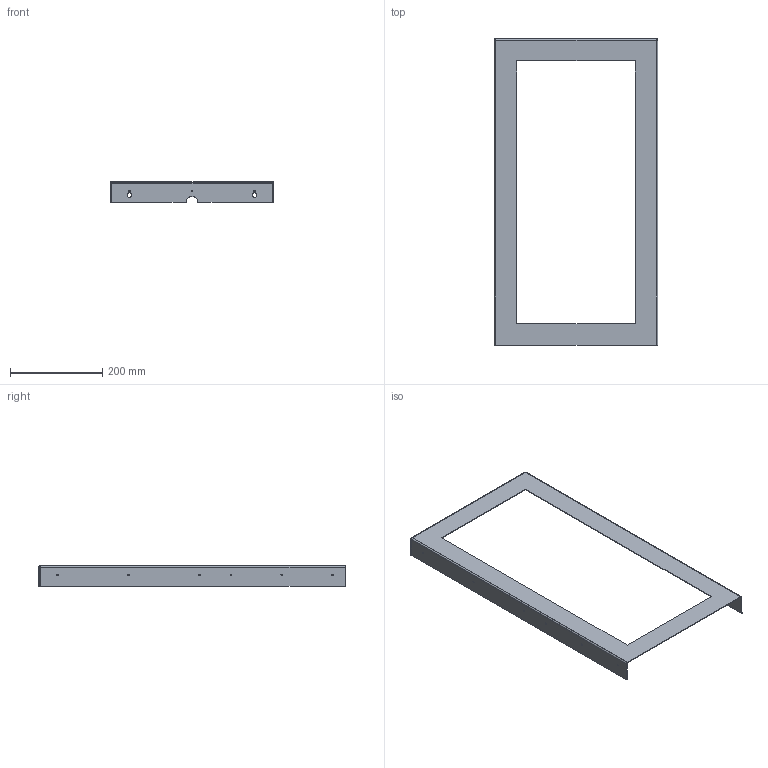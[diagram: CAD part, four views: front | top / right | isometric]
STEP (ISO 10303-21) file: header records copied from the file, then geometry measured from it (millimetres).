
FILE_DESCRIPTION(/* description */ (''),/* implementation_level */ '2;1');
FILE_NAME(/* name */ 'frame_face.stp',/* time_stamp */ '2016-06-11T23:12:42-07:00',/* author */ ('cruiser'),/* organization */ (''),/* preprocessor_version */ 'ST-DEVELOPER v15.2',/* originating_system */ 'Autodesk Inventor 2014',/* authorisation */ '');
FILE_SCHEMA (('AUTOMOTIVE_DESIGN { 1 0 10303 214 3 1 1 }'));
Length unit declared in the file: millimetre
Products named in the file (1): frame_face
Bounding box: 353.38 x 663.17 x 45 mm (x, y, z)
Volume: 251231.2 mm3; surface area: 323134.2 mm2
Topology: 1 solids, 1 shells, 55 faces, 135 edges, 82 vertices
Faces by surface type: plane 31, cylinder 24
Full cylindrical faces by diameter (mm): 3 x15, 10 x2
Entity records: 1616 total; most frequent: DIRECTION 278, CARTESIAN_POINT 256, ORIENTED_EDGE 236, EDGE_CURVE 118, EDGE_LOOP 108, AXIS2_PLACEMENT_3D 104, VERTEX_POINT 82, LINE 70
